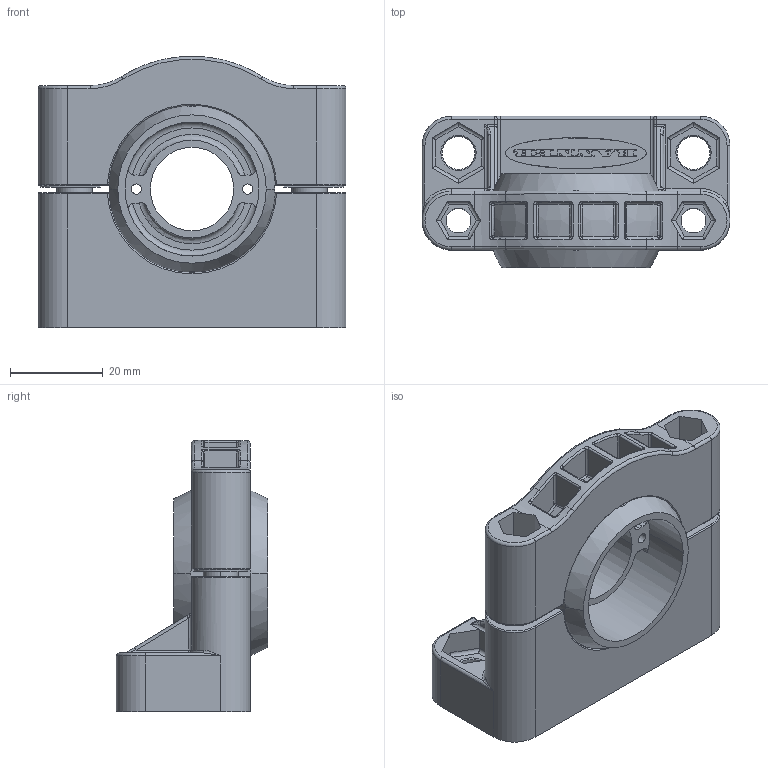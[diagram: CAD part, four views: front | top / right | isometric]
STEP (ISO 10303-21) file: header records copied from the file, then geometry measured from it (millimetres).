
FILE_DESCRIPTION((''),'2;1');
FILE_NAME('141761_SW','2008-08-08T',('banengservice'),('BANNER ENGINEERING'),'PRO/ENGINEER BY PARAMETRIC TECHNOLOGY CORPORATION, 2006170','PRO/ENGINEER BY PARAMETRIC TECHNOLOGY CORPORATION, 2006170','');
FILE_SCHEMA(('CONFIG_CONTROL_DESIGN'));
Length unit declared in the file: inch
Products named in the file (1): 141761_SW
Bounding box: 66.55 x 32.77 x 58.67 mm (x, y, z)
Volume: 38595.9 mm3; surface area: 24511.3 mm2
Topology: 2 solids, 2 shells, 690 faces, 1737 edges, 1070 vertices
Faces by surface type: cylinder 259, plane 225, bspline 79, torus 75, sphere 37, cone 8, extrusion 7
Entity records: 25019 total; most frequent: CARTESIAN_POINT 8807, ORIENTED_EDGE 3470, DIRECTION 3308, EDGE_CURVE 1735, AXIS2_PLACEMENT_3D 1250, VERTEX_POINT 1070, VECTOR 808, LINE 801
